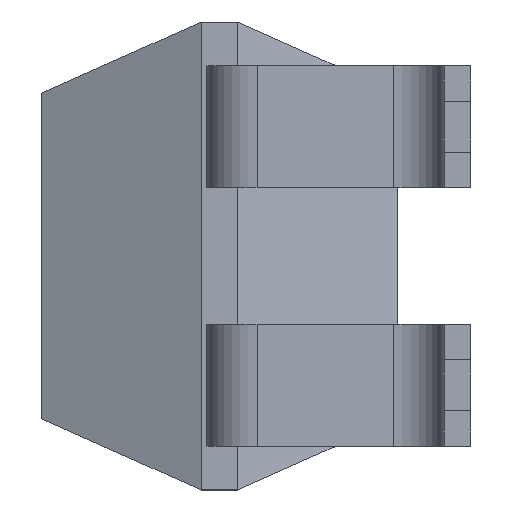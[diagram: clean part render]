
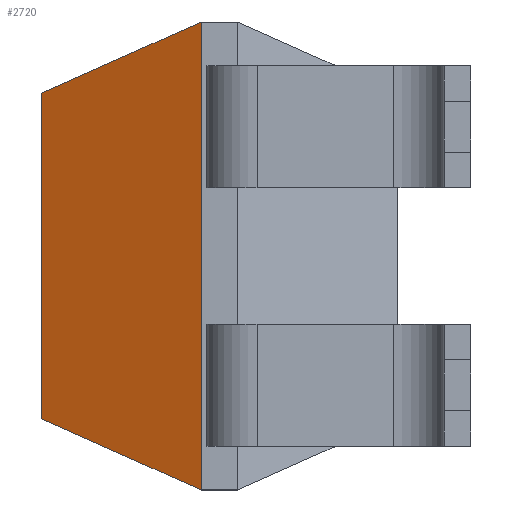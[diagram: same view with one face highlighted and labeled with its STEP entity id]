
A CAD part, left-side view. The second image highlights one B-rep face of the part: STEP entity #2720.
In plain terms, the highlighted planar face has unit normal (-0.913, 0.407, 0).
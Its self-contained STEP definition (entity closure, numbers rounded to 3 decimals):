
#22 = CARTESIAN_POINT ( 'NONE',  ( -6.5, 1.928, -4.6 ) ) ;
#30 = ORIENTED_EDGE ( 'NONE', *, *, #1869, .F. ) ;
#75 = ORIENTED_EDGE ( 'NONE', *, *, #3001, .F. ) ;
#87 = EDGE_LOOP ( 'NONE', ( #1934, #75, #385, #30 ) ) ;
#271 = CARTESIAN_POINT ( 'NONE',  ( -5.8, 3.5, 0. ) ) ;
#385 = ORIENTED_EDGE ( 'NONE', *, *, #1466, .F. ) ;
#747 = LINE ( 'NONE', #2446, #2074 ) ;
#773 = DIRECTION ( 'NONE',  ( 0.377, 0.846, -0.377 ) ) ;
#807 = DIRECTION ( 'NONE',  ( 0., 0., -1. ) ) ;
#945 = LINE ( 'NONE', #1290, #1486 ) ;
#1003 = VECTOR ( 'NONE', #1048, 1000. ) ;
#1048 = DIRECTION ( 'NONE',  ( 0., 0., 1. ) ) ;
#1211 = PLANE ( 'NONE',  #1901 ) ;
#1290 = CARTESIAN_POINT ( 'NONE',  ( -5.246, 4.743, -3.346 ) ) ;
#1393 = CARTESIAN_POINT ( 'NONE',  ( -5.8, 3.5, -3.9 ) ) ;
#1447 = DIRECTION ( 'NONE',  ( 0., 0., -1. ) ) ;
#1466 = EDGE_CURVE ( 'NONE', #2607, #1759, #945, .T. ) ;
#1486 = VECTOR ( 'NONE', #2694, 1000. ) ;
#1612 = VERTEX_POINT ( 'NONE', #2286 ) ;
#1623 = LINE ( 'NONE', #1801, #1003 ) ;
#1759 = VERTEX_POINT ( 'NONE', #1393 ) ;
#1801 = CARTESIAN_POINT ( 'NONE',  ( -5.8, 3.5, 0. ) ) ;
#1869 = EDGE_CURVE ( 'NONE', #1612, #2607, #747, .T. ) ;
#1901 = AXIS2_PLACEMENT_3D ( 'NONE', #271, #2830, #1447 ) ;
#1934 = ORIENTED_EDGE ( 'NONE', *, *, #2806, .T. ) ;
#1942 = CARTESIAN_POINT ( 'NONE',  ( -5.8, 3.5, -0.7 ) ) ;
#2074 = VECTOR ( 'NONE', #807, 1000. ) ;
#2132 = VECTOR ( 'NONE', #773, 1000. ) ;
#2286 = CARTESIAN_POINT ( 'NONE',  ( -6.5, 1.928, 0. ) ) ;
#2420 = CARTESIAN_POINT ( 'NONE',  ( -5.899, 3.277, -0.601 ) ) ;
#2446 = CARTESIAN_POINT ( 'NONE',  ( -6.5, 1.928, -4.6 ) ) ;
#2486 = VERTEX_POINT ( 'NONE', #1942 ) ;
#2607 = VERTEX_POINT ( 'NONE', #22 ) ;
#2638 = FACE_OUTER_BOUND ( 'NONE', #87, .T. ) ;
#2694 = DIRECTION ( 'NONE',  ( 0.377, 0.846, 0.377 ) ) ;
#2720 = ADVANCED_FACE ( 'NONE', ( #2638 ), #1211, .T. ) ;
#2747 = LINE ( 'NONE', #2420, #2132 ) ;
#2806 = EDGE_CURVE ( 'NONE', #1612, #2486, #2747, .T. ) ;
#2830 = DIRECTION ( 'NONE',  ( -0.914, 0.407, 0. ) ) ;
#3001 = EDGE_CURVE ( 'NONE', #1759, #2486, #1623, .T. ) ;
